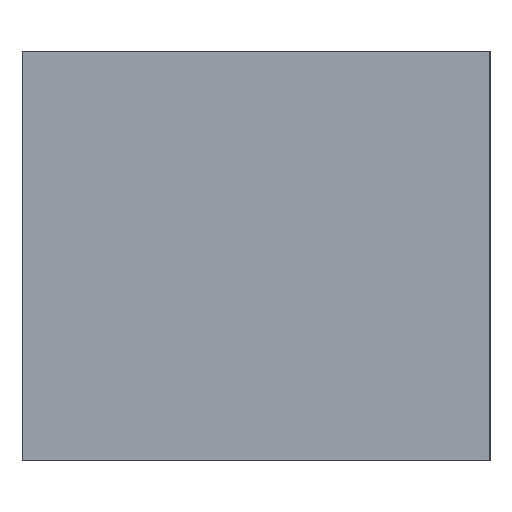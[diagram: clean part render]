
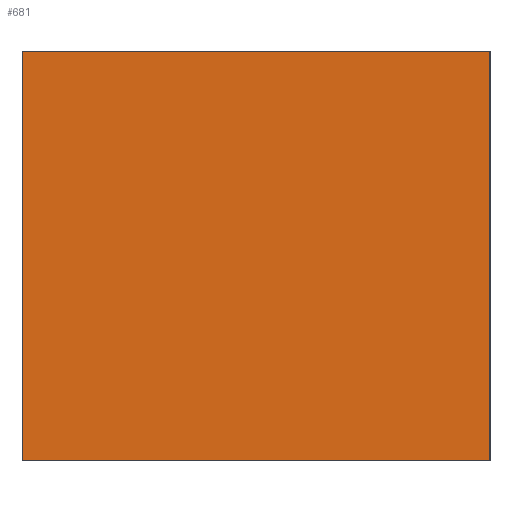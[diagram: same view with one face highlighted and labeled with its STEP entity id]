
A CAD part, left-side view. The second image highlights one B-rep face of the part: STEP entity #681.
In plain terms, the highlighted planar face has unit normal (-1, 0, 0).
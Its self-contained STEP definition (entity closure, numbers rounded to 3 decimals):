
#6 = CARTESIAN_POINT ( 'NONE',  ( -25., -18., 0. ) ) ;
#72 = LINE ( 'NONE', #1567, #670 ) ;
#167 = CARTESIAN_POINT ( 'NONE',  ( -25., -18., 31.5 ) ) ;
#205 = VECTOR ( 'NONE', #1199, 1000. ) ;
#358 = LINE ( 'NONE', #1173, #627 ) ;
#464 = CARTESIAN_POINT ( 'NONE',  ( -25., 18., 31.5 ) ) ;
#524 = FACE_OUTER_BOUND ( 'NONE', #1373, .T. ) ;
#609 = CARTESIAN_POINT ( 'NONE',  ( -25., -18., 0. ) ) ;
#620 = EDGE_CURVE ( 'NONE', #653, #914, #733, .T. ) ;
#627 = VECTOR ( 'NONE', #905, 1000. ) ;
#648 = ORIENTED_EDGE ( 'NONE', *, *, #650, .F. ) ;
#650 = EDGE_CURVE ( 'NONE', #911, #1490, #358, .T. ) ;
#653 = VERTEX_POINT ( 'NONE', #1159 ) ;
#670 = VECTOR ( 'NONE', #1700, 1000. ) ;
#681 = ADVANCED_FACE ( 'NONE', ( #524 ), #1543, .F. ) ;
#687 = VECTOR ( 'NONE', #1339, 1000. ) ;
#733 = LINE ( 'NONE', #464, #205 ) ;
#748 = EDGE_CURVE ( 'NONE', #653, #911, #72, .T. ) ;
#785 = LINE ( 'NONE', #6, #687 ) ;
#788 = CARTESIAN_POINT ( 'NONE',  ( -25., -18., 31.5 ) ) ;
#865 = ORIENTED_EDGE ( 'NONE', *, *, #748, .F. ) ;
#905 = DIRECTION ( 'NONE',  ( 0., 0., -1. ) ) ;
#911 = VERTEX_POINT ( 'NONE', #167 ) ;
#914 = VERTEX_POINT ( 'NONE', #1232 ) ;
#1159 = CARTESIAN_POINT ( 'NONE',  ( -25., 18., 31.5 ) ) ;
#1173 = CARTESIAN_POINT ( 'NONE',  ( -25., -18., 31.5 ) ) ;
#1199 = DIRECTION ( 'NONE',  ( 0., 0., -1. ) ) ;
#1232 = CARTESIAN_POINT ( 'NONE',  ( -25., 18., 0. ) ) ;
#1278 = EDGE_CURVE ( 'NONE', #914, #1490, #785, .T. ) ;
#1291 = DIRECTION ( 'NONE',  ( 1., 0., 0. ) ) ;
#1339 = DIRECTION ( 'NONE',  ( 0., -1., 0. ) ) ;
#1353 = ORIENTED_EDGE ( 'NONE', *, *, #620, .T. ) ;
#1373 = EDGE_LOOP ( 'NONE', ( #1621, #648, #865, #1353 ) ) ;
#1383 = AXIS2_PLACEMENT_3D ( 'NONE', #788, #1291, #1429 ) ;
#1429 = DIRECTION ( 'NONE',  ( 0., 0., -1. ) ) ;
#1490 = VERTEX_POINT ( 'NONE', #609 ) ;
#1543 = PLANE ( 'NONE',  #1383 ) ;
#1567 = CARTESIAN_POINT ( 'NONE',  ( -25., -18., 31.5 ) ) ;
#1621 = ORIENTED_EDGE ( 'NONE', *, *, #1278, .T. ) ;
#1700 = DIRECTION ( 'NONE',  ( 0., -1., 0. ) ) ;
